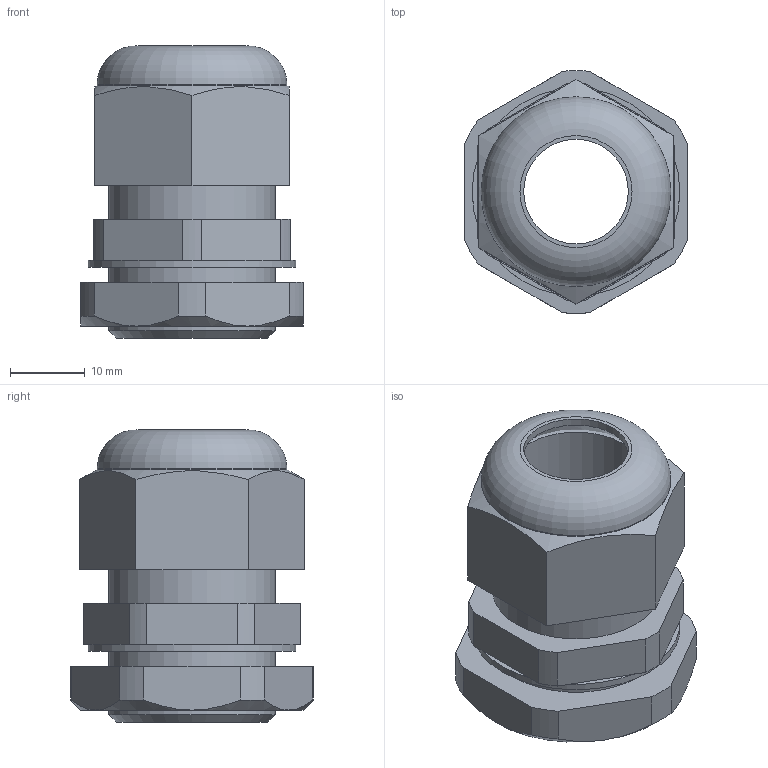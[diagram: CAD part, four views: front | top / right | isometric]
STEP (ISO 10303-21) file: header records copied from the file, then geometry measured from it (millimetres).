
FILE_DESCRIPTION(('FreeCAD Model'),'2;1');
FILE_NAME('Open CASCADE Shape Model','2023-01-13T12:06:02',(''),(''), 'Open CASCADE STEP processor 7.6','FreeCAD','Unknown');
FILE_SCHEMA(('AUTOMOTIVE_DESIGN { 1 0 10303 214 1 1 1 1 }'));
Length unit declared in the file: millimetre
Products named in the file (5): PG16_Gland; Body; Body001; Body002; Body003
Assembly tree (4 placements, depth 2):
  PG16_Gland
    Body
    Body001
    Body002
    Body003
Bounding box: 29.8 x 32.49 x 39.1 mm (x, y, z)
Volume: 12041.2 mm3; surface area: 10722 mm2
Topology: 4 solids, 4 shells, 64 faces, 147 edges, 93 vertices
Faces by surface type: plane 28, cylinder 22, cone 13, torus 1
Full cylindrical faces by diameter (mm): 14 x1, 17.5 x1, 22.3 x5, 25.4 x1, 27.8 x1
Entity records: 1962 total; most frequent: DIRECTION 361, CARTESIAN_POINT 309, ORIENTED_EDGE 294, EDGE_CURVE 147, AXIS2_PLACEMENT_3D 145, VERTEX_POINT 93, FACE_BOUND 74, EDGE_LOOP 74
